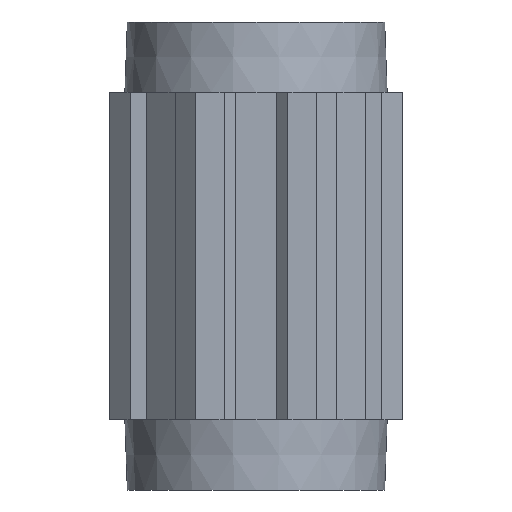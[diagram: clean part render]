
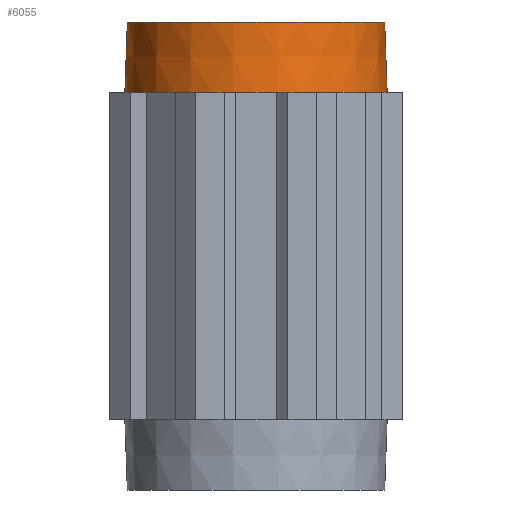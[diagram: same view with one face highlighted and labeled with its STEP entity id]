
A CAD part, front view. The second image highlights one B-rep face of the part: STEP entity #6055.
In plain terms, the highlighted conical face has half-angle 2 degrees and reference radius 11 mm.
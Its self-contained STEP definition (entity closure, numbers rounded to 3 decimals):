
#806=FACE_OUTER_BOUND('',#1154,.T.);
#1154=EDGE_LOOP('',(#5444,#5445,#5446,#5447));
#1757=LINE('',#11323,#2425);
#2425=VECTOR('',#7437,11.);
#2568=CIRCLE('',#6348,11.);
#2569=CIRCLE('',#6353,11.21);
#3061=VERTEX_POINT('',#11315);
#3062=VERTEX_POINT('',#11321);
#3882=EDGE_CURVE('',#3061,#3061,#2568,.T.);
#3883=EDGE_CURVE('',#3062,#3062,#2569,.T.);
#3884=EDGE_CURVE('',#3062,#3061,#1757,.T.);
#5444=ORIENTED_EDGE('',*,*,#3883,.F.);
#5445=ORIENTED_EDGE('',*,*,#3884,.T.);
#5446=ORIENTED_EDGE('',*,*,#3882,.F.);
#5447=ORIENTED_EDGE('',*,*,#3884,.F.);
#5780=CONICAL_SURFACE('',#6352,11.,0.035);
#6055=ADVANCED_FACE('',(#806),#5780,.T.);
#6348=AXIS2_PLACEMENT_3D('',#11316,#7425,#7426);
#6352=AXIS2_PLACEMENT_3D('',#11320,#7433,#7434);
#6353=AXIS2_PLACEMENT_3D('',#11322,#7435,#7436);
#7425=DIRECTION('center_axis',(0.,0.,1.));
#7426=DIRECTION('ref_axis',(1.,0.,0.));
#7433=DIRECTION('center_axis',(0.,0.,-1.));
#7434=DIRECTION('ref_axis',(1.,0.,0.));
#7435=DIRECTION('center_axis',(0.,0.,-1.));
#7436=DIRECTION('ref_axis',(1.,0.,0.));
#7437=DIRECTION('',(0.035,0.,0.999));
#11315=CARTESIAN_POINT('',(-11.,0.,40.));
#11316=CARTESIAN_POINT('Origin',(0.,0.,40.));
#11320=CARTESIAN_POINT('Origin',(0.,0.,40.));
#11321=CARTESIAN_POINT('',(-11.21,0.,34.));
#11322=CARTESIAN_POINT('Origin',(0.,0.,34.));
#11323=CARTESIAN_POINT('',(-11.,0.,40.));
